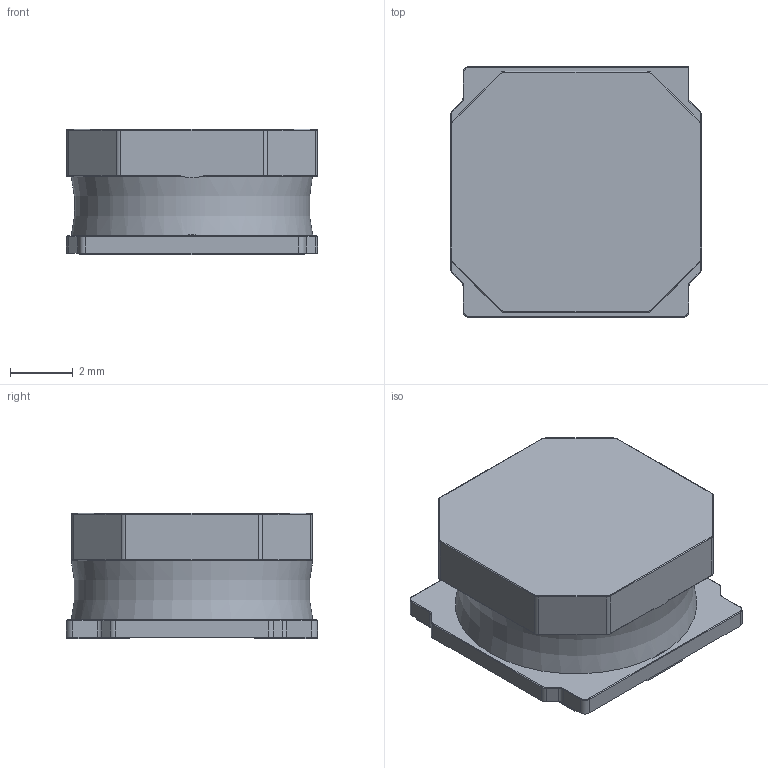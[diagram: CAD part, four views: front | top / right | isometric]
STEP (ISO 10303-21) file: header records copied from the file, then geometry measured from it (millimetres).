
FILE_DESCRIPTION(/* description */ (''),/* implementation_level */ '2;1');
FILE_NAME(/* name */ 'Taiyo Yuden - NRS8040.step',/* time_stamp */ '2022-03-16T11:02:50+00:00',/* author */ (''),/* organization */ (''),/* preprocessor_version */ 'ST-DEVELOPER v18.1',/* originating_system */ 'Autodesk Translation Framework v10.13.0.1454',/* authorisation */ '');
FILE_SCHEMA (('AUTOMOTIVE_DESIGN { 1 0 10303 214 3 1 1 }'));
Length unit declared in the file: millimetre
Products named in the file (1): Taiyo Yuden - NRS8040
Bounding box: 8 x 8 x 4 mm (x, y, z)
Volume: 204.4 mm3; surface area: 247.3 mm2
Topology: 1 solids, 1 shells, 124 faces, 304 edges, 183 vertices
Faces by surface type: plane 50, cylinder 47, torus 27
Entity records: 3861 total; most frequent: CARTESIAN_POINT 750, DIRECTION 665, ORIENTED_EDGE 608, EDGE_CURVE 304, AXIS2_PLACEMENT_3D 248, VERTEX_POINT 183, LINE 169, VECTOR 169
